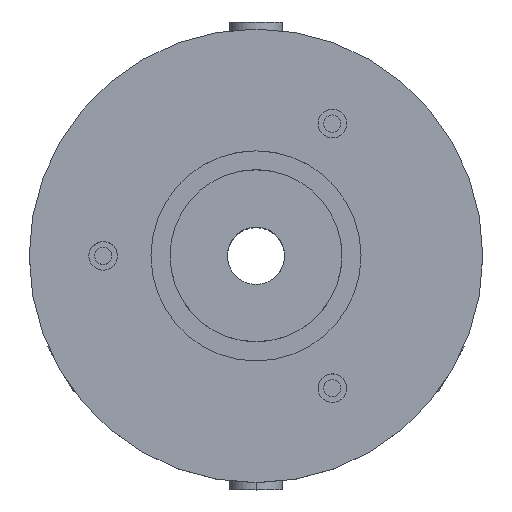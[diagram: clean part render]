
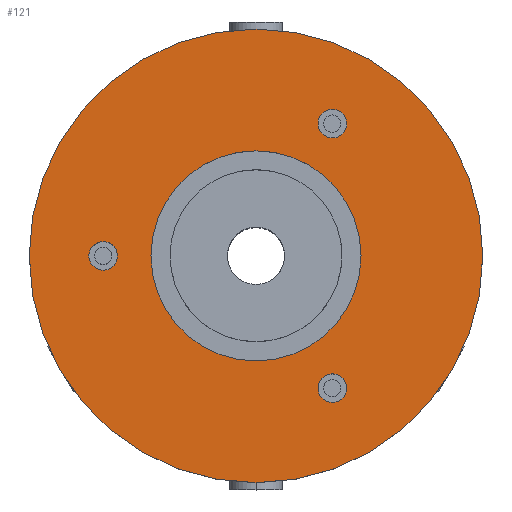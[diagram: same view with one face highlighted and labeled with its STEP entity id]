
A CAD part, top view. The second image highlights one B-rep face of the part: STEP entity #121.
In plain terms, the highlighted planar face has unit normal (0, 0, 1).
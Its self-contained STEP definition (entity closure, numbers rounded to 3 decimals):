
#110 = ORIENTED_EDGE ( 'NONE', *, *, #138, .F. ) ;
#111 = EDGE_LOOP ( 'NONE', ( #142, #125 ) ) ;
#115 = ORIENTED_EDGE ( 'NONE', *, *, #127, .F. ) ;
#117 = ORIENTED_EDGE ( 'NONE', *, *, #450, .F. ) ;
#118 = ORIENTED_EDGE ( 'NONE', *, *, #581, .T. ) ;
#120 = ORIENTED_EDGE ( 'NONE', *, *, #519, .F. ) ;
#121 = ADVANCED_FACE ( 'NONE', ( #3175, #3174, #3173, #3172, #3171 ), #3170, .F. ) ;
#122 = ORIENTED_EDGE ( 'NONE', *, *, #463, .F. ) ;
#123 = EDGE_LOOP ( 'NONE', ( #110, #122 ) ) ;
#125 = ORIENTED_EDGE ( 'NONE', *, *, #481, .F. ) ;
#127 = EDGE_CURVE ( 'NONE', #520, #473, #3228, .T. ) ;
#128 = ORIENTED_EDGE ( 'NONE', *, *, #143, .T. ) ;
#129 = EDGE_LOOP ( 'NONE', ( #131, #117 ) ) ;
#130 = EDGE_CURVE ( 'NONE', #482, #479, #3221, .T. ) ;
#131 = ORIENTED_EDGE ( 'NONE', *, *, #132, .F. ) ;
#132 = EDGE_CURVE ( 'NONE', #402, #401, #3216, .T. ) ;
#133 = EDGE_LOOP ( 'NONE', ( #115, #120 ) ) ;
#138 = EDGE_CURVE ( 'NONE', #423, #461, #558, .T. ) ;
#140 = EDGE_LOOP ( 'NONE', ( #118, #128 ) ) ;
#142 = ORIENTED_EDGE ( 'NONE', *, *, #130, .F. ) ;
#143 = EDGE_CURVE ( 'NONE', #525, #580, #3256, .T. ) ;
#401 = VERTEX_POINT ( 'NONE', #3704 ) ;
#402 = VERTEX_POINT ( 'NONE', #3703 ) ;
#423 = VERTEX_POINT ( 'NONE', #3792 ) ;
#450 = EDGE_CURVE ( 'NONE', #401, #402, #3803, .T. ) ;
#461 = VERTEX_POINT ( 'NONE', #3839 ) ;
#463 = EDGE_CURVE ( 'NONE', #461, #423, #3838, .T. ) ;
#473 = VERTEX_POINT ( 'NONE', #3871 ) ;
#479 = VERTEX_POINT ( 'NONE', #3857 ) ;
#481 = EDGE_CURVE ( 'NONE', #479, #482, #3856, .T. ) ;
#482 = VERTEX_POINT ( 'NONE', #3915 ) ;
#519 = EDGE_CURVE ( 'NONE', #473, #520, #3928, .T. ) ;
#520 = VERTEX_POINT ( 'NONE', #3923 ) ;
#525 = VERTEX_POINT ( 'NONE', #3973 ) ;
#554 = DIRECTION ( 'NONE',  ( -0.5, -0.866, 0. ) ) ;
#555 = DIRECTION ( 'NONE',  ( 0., 0., 1. ) ) ;
#556 = CARTESIAN_POINT ( 'NONE',  ( 8., 13.856, 32.5 ) ) ;
#557 = AXIS2_PLACEMENT_3D ( 'NONE', #556, #555, #554 ) ;
#558 = CIRCLE ( 'NONE', #557, 1.5 ) ;
#580 = VERTEX_POINT ( 'NONE', #4016 ) ;
#581 = EDGE_CURVE ( 'NONE', #580, #525, #4065, .T. ) ;
#3165 = DIRECTION ( 'NONE',  ( -1., 0., 0. ) ) ;
#3166 = DIRECTION ( 'NONE',  ( 0., 0., -1. ) ) ;
#3167 = CARTESIAN_POINT ( 'NONE',  ( 0., 0., 32.5 ) ) ;
#3169 = AXIS2_PLACEMENT_3D ( 'NONE', #3167, #3166, #3165 ) ;
#3170 = PLANE ( 'NONE',  #3169 ) ;
#3171 = FACE_BOUND ( 'NONE', #140, .T. ) ;
#3172 = FACE_OUTER_BOUND ( 'NONE', #111, .T. ) ;
#3173 = FACE_BOUND ( 'NONE', #133, .T. ) ;
#3174 = FACE_BOUND ( 'NONE', #123, .T. ) ;
#3175 = FACE_BOUND ( 'NONE', #129, .T. ) ;
#3212 = DIRECTION ( 'NONE',  ( -0.5, 0.866, 0. ) ) ;
#3213 = DIRECTION ( 'NONE',  ( 0., 0., 1. ) ) ;
#3214 = CARTESIAN_POINT ( 'NONE',  ( 8., -13.856, 32.5 ) ) ;
#3215 = AXIS2_PLACEMENT_3D ( 'NONE', #3214, #3213, #3212 ) ;
#3216 = CIRCLE ( 'NONE', #3215, 1.5 ) ;
#3217 = DIRECTION ( 'NONE',  ( -1., 0., 0. ) ) ;
#3218 = DIRECTION ( 'NONE',  ( 0., 0., -1. ) ) ;
#3219 = CARTESIAN_POINT ( 'NONE',  ( 0., 0., 32.5 ) ) ;
#3220 = AXIS2_PLACEMENT_3D ( 'NONE', #3219, #3218, #3217 ) ;
#3221 = CIRCLE ( 'NONE', #3220, 23.75 ) ;
#3222 = DIRECTION ( 'NONE',  ( 1., 0., 0. ) ) ;
#3223 = DIRECTION ( 'NONE',  ( 0., 0., 1. ) ) ;
#3224 = CARTESIAN_POINT ( 'NONE',  ( -16., 0., 32.5 ) ) ;
#3225 = AXIS2_PLACEMENT_3D ( 'NONE', #3224, #3223, #3222 ) ;
#3228 = CIRCLE ( 'NONE', #3225, 1.5 ) ;
#3249 = DIRECTION ( 'NONE',  ( -1., 0., 0. ) ) ;
#3250 = DIRECTION ( 'NONE',  ( 0., 0., -1. ) ) ;
#3251 = CARTESIAN_POINT ( 'NONE',  ( 0., 0., 32.5 ) ) ;
#3252 = AXIS2_PLACEMENT_3D ( 'NONE', #3251, #3250, #3249 ) ;
#3256 = CIRCLE ( 'NONE', #3252, 11. ) ;
#3703 = CARTESIAN_POINT ( 'NONE',  ( 9.5, -13.856, 32.5 ) ) ;
#3704 = CARTESIAN_POINT ( 'NONE',  ( 6.5, -13.856, 32.5 ) ) ;
#3792 = CARTESIAN_POINT ( 'NONE',  ( 9.5, 13.856, 32.5 ) ) ;
#3799 = DIRECTION ( 'NONE',  ( -0.5, 0.866, 0. ) ) ;
#3800 = DIRECTION ( 'NONE',  ( 0., 0., 1. ) ) ;
#3801 = CARTESIAN_POINT ( 'NONE',  ( 8., -13.856, 32.5 ) ) ;
#3802 = AXIS2_PLACEMENT_3D ( 'NONE', #3801, #3800, #3799 ) ;
#3803 = CIRCLE ( 'NONE', #3802, 1.5 ) ;
#3834 = DIRECTION ( 'NONE',  ( -0.5, -0.866, 0. ) ) ;
#3835 = DIRECTION ( 'NONE',  ( 0., 0., 1. ) ) ;
#3836 = CARTESIAN_POINT ( 'NONE',  ( 8., 13.856, 32.5 ) ) ;
#3837 = AXIS2_PLACEMENT_3D ( 'NONE', #3836, #3835, #3834 ) ;
#3838 = CIRCLE ( 'NONE', #3837, 1.5 ) ;
#3839 = CARTESIAN_POINT ( 'NONE',  ( 6.5, 13.856, 32.5 ) ) ;
#3856 = CIRCLE ( 'NONE', #3919, 23.75 ) ;
#3857 = CARTESIAN_POINT ( 'NONE',  ( -23.75, 0., 32.5 ) ) ;
#3871 = CARTESIAN_POINT ( 'NONE',  ( -17.5, 0., 32.5 ) ) ;
#3915 = CARTESIAN_POINT ( 'NONE',  ( 23.75, 0., 32.5 ) ) ;
#3916 = DIRECTION ( 'NONE',  ( -1., 0., 0. ) ) ;
#3917 = DIRECTION ( 'NONE',  ( 0., 0., -1. ) ) ;
#3918 = CARTESIAN_POINT ( 'NONE',  ( 0., 0., 32.5 ) ) ;
#3919 = AXIS2_PLACEMENT_3D ( 'NONE', #3918, #3917, #3916 ) ;
#3923 = CARTESIAN_POINT ( 'NONE',  ( -14.5, 0., 32.5 ) ) ;
#3924 = DIRECTION ( 'NONE',  ( 1., 0., 0. ) ) ;
#3925 = DIRECTION ( 'NONE',  ( 0., 0., 1. ) ) ;
#3926 = CARTESIAN_POINT ( 'NONE',  ( -16., 0., 32.5 ) ) ;
#3927 = AXIS2_PLACEMENT_3D ( 'NONE', #3926, #3925, #3924 ) ;
#3928 = CIRCLE ( 'NONE', #3927, 1.5 ) ;
#3973 = CARTESIAN_POINT ( 'NONE',  ( -11., 0., 32.5 ) ) ;
#4016 = CARTESIAN_POINT ( 'NONE',  ( 11., 0., 32.5 ) ) ;
#4061 = DIRECTION ( 'NONE',  ( -1., 0., 0. ) ) ;
#4062 = DIRECTION ( 'NONE',  ( 0., 0., -1. ) ) ;
#4063 = CARTESIAN_POINT ( 'NONE',  ( 0., 0., 32.5 ) ) ;
#4064 = AXIS2_PLACEMENT_3D ( 'NONE', #4063, #4062, #4061 ) ;
#4065 = CIRCLE ( 'NONE', #4064, 11. ) ;
